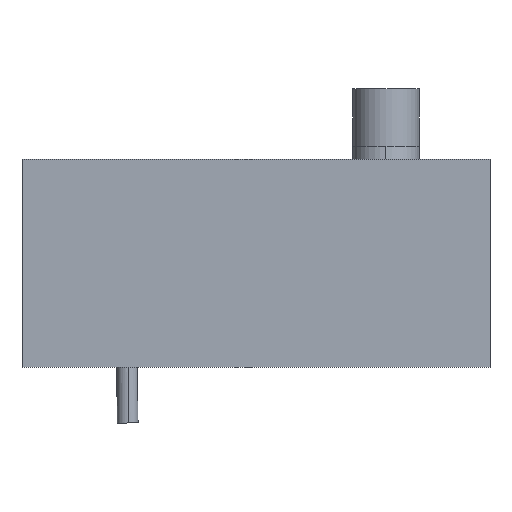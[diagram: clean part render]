
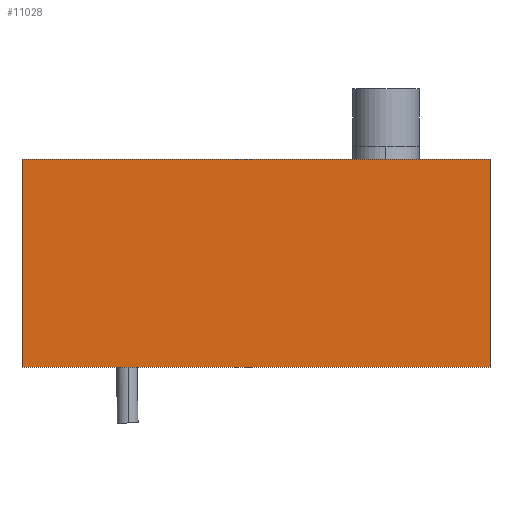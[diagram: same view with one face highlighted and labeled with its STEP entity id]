
A CAD part, front view. The second image highlights one B-rep face of the part: STEP entity #11028.
In plain terms, the highlighted planar face has unit normal (0, -1, 0).
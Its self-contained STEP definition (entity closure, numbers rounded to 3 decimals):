
#677 = LINE ( 'NONE', #33448, #21599 ) ;
#1081 = VERTEX_POINT ( 'NONE', #14715 ) ;
#2894 = CARTESIAN_POINT ( 'NONE',  ( -90., 55.3, 40. ) ) ;
#5728 = LINE ( 'NONE', #16438, #21436 ) ;
#5861 = DIRECTION ( 'NONE',  ( 1., 0., 0. ) ) ;
#10374 = CARTESIAN_POINT ( 'NONE',  ( 0., 55.3, 0. ) ) ;
#11028 = ADVANCED_FACE ( 'NONE', ( #19448 ), #18632, .T. ) ;
#12536 = DIRECTION ( 'NONE',  ( -1., 0., 0. ) ) ;
#13021 = ORIENTED_EDGE ( 'NONE', *, *, #44121, .T. ) ;
#14598 = DIRECTION ( 'NONE',  ( 0., 0., -1. ) ) ;
#14715 = CARTESIAN_POINT ( 'NONE',  ( 90., 55.3, -40. ) ) ;
#16438 = CARTESIAN_POINT ( 'NONE',  ( 90., 55.3, 40. ) ) ;
#16444 = EDGE_CURVE ( 'NONE', #1081, #44002, #5728, .T. ) ;
#18336 = CARTESIAN_POINT ( 'NONE',  ( 90., 55.3, -40. ) ) ;
#18632 = PLANE ( 'NONE',  #47860 ) ;
#19448 = FACE_OUTER_BOUND ( 'NONE', #42984, .T. ) ;
#20467 = VECTOR ( 'NONE', #26195, 1000. ) ;
#21436 = VECTOR ( 'NONE', #37366, 1000. ) ;
#21599 = VECTOR ( 'NONE', #12536, 1000. ) ;
#21786 = CARTESIAN_POINT ( 'NONE',  ( -90., 55.3, 40. ) ) ;
#23052 = LINE ( 'NONE', #18336, #40130 ) ;
#26195 = DIRECTION ( 'NONE',  ( 0., 0., -1. ) ) ;
#30316 = ORIENTED_EDGE ( 'NONE', *, *, #39886, .T. ) ;
#30961 = VERTEX_POINT ( 'NONE', #52020 ) ;
#33448 = CARTESIAN_POINT ( 'NONE',  ( 90., 55.3, 40. ) ) ;
#36968 = ORIENTED_EDGE ( 'NONE', *, *, #16444, .T. ) ;
#37366 = DIRECTION ( 'NONE',  ( 0., 0., 1. ) ) ;
#37996 = CARTESIAN_POINT ( 'NONE',  ( 90., 55.3, 40. ) ) ;
#38836 = VERTEX_POINT ( 'NONE', #2894 ) ;
#39723 = DIRECTION ( 'NONE',  ( 0., -1., 0. ) ) ;
#39886 = EDGE_CURVE ( 'NONE', #30961, #1081, #23052, .T. ) ;
#40130 = VECTOR ( 'NONE', #5861, 1000. ) ;
#41995 = EDGE_CURVE ( 'NONE', #44002, #38836, #677, .T. ) ;
#42814 = LINE ( 'NONE', #21786, #20467 ) ;
#42984 = EDGE_LOOP ( 'NONE', ( #13021, #30316, #36968, #54491 ) ) ;
#44002 = VERTEX_POINT ( 'NONE', #37996 ) ;
#44121 = EDGE_CURVE ( 'NONE', #38836, #30961, #42814, .T. ) ;
#47860 = AXIS2_PLACEMENT_3D ( 'NONE', #10374, #39723, #14598 ) ;
#52020 = CARTESIAN_POINT ( 'NONE',  ( -90., 55.3, -40. ) ) ;
#54491 = ORIENTED_EDGE ( 'NONE', *, *, #41995, .T. ) ;
